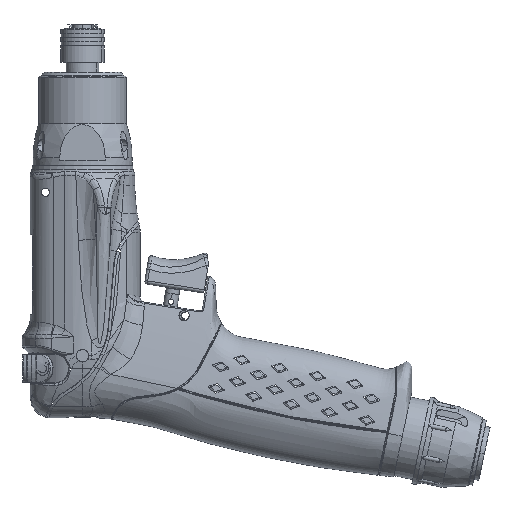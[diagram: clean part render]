
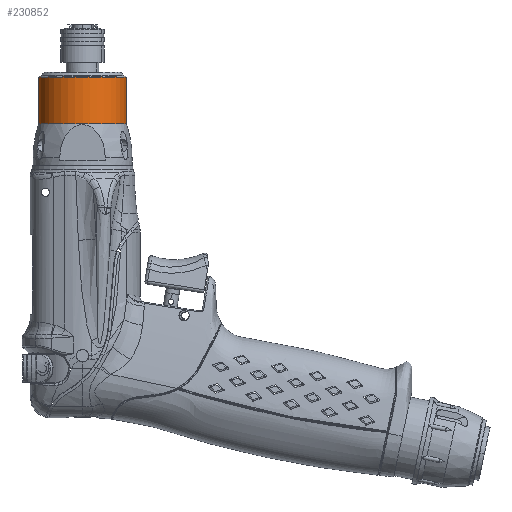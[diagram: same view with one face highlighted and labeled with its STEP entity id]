
A CAD part, left-side view. The second image highlights one B-rep face of the part: STEP entity #230852.
In plain terms, the highlighted cylindrical face has radius 15.9 mm (diameter 31.8 mm), a partial arc.
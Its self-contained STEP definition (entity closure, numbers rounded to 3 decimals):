
#229958=CARTESIAN_POINT('',(0.,0.,105.9));
#229959=DIRECTION('',(0.,0.,1.));
#229960=DIRECTION('',(0.,1.,0.));
#229961=AXIS2_PLACEMENT_3D('',#229958,#229959,#229960);
#229963=CARTESIAN_POINT('',(0.,0.,88.888));
#229964=DIRECTION('',(0.,0.,1.));
#229965=DIRECTION('',(0.,1.,0.));
#229966=AXIS2_PLACEMENT_3D('',#229963,#229964,#229965);
#230001=DIRECTION('',(0.,0.,1.));
#230002=VECTOR('',#230001,17.012);
#230003=CARTESIAN_POINT('',(0.,15.9,88.888));
#230004=LINE('',#230003,#230002);
#230010=DIRECTION('',(0.,0.,1.));
#230011=VECTOR('',#230010,17.012);
#230012=CARTESIAN_POINT('',(0.,-15.9,88.888));
#230013=LINE('',#230012,#230011);
#230095=CARTESIAN_POINT('',(0.,15.9,88.888));
#230097=VERTEX_POINT('',#230095);
#230099=CARTESIAN_POINT('',(0.,-15.9,88.888));
#230101=VERTEX_POINT('',#230099);
#230180=CARTESIAN_POINT('',(0.,-15.9,105.9));
#230181=CARTESIAN_POINT('',(0.,15.9,105.9));
#230182=VERTEX_POINT('',#230180);
#230183=VERTEX_POINT('',#230181);
#230838=CARTESIAN_POINT('',(0.,0.,49.815));
#230839=DIRECTION('',(0.,0.,1.));
#230840=DIRECTION('',(0.,1.,0.));
#230841=AXIS2_PLACEMENT_3D('',#230838,#230839,#230840);
#230842=CYLINDRICAL_SURFACE('',#230841,15.9);
#230844=ORIENTED_EDGE('',*,*,#230843,.T.);
#230846=ORIENTED_EDGE('',*,*,#230845,.F.);
#230847=ORIENTED_EDGE('',*,*,#230555,.F.);
#230849=ORIENTED_EDGE('',*,*,#230848,.T.);
#230850=EDGE_LOOP('',(#230844,#230846,#230847,#230849));
#230851=FACE_OUTER_BOUND('',#230850,.F.);
#230852=ADVANCED_FACE('',(#230851),#230842,.T.);
#229962=CIRCLE('',#229961,15.9);
#229967=CIRCLE('',#229966,15.9);
#230555=EDGE_CURVE('',#230097,#230101,#229967,.T.);
#230843=EDGE_CURVE('',#230183,#230182,#229962,.T.);
#230845=EDGE_CURVE('',#230101,#230182,#230013,.T.);
#230848=EDGE_CURVE('',#230097,#230183,#230004,.T.);
